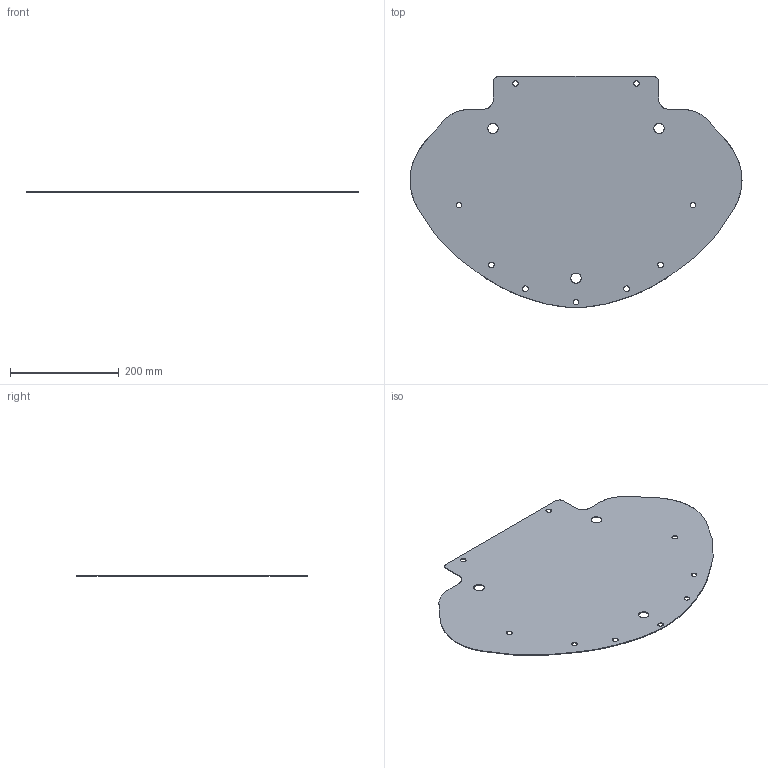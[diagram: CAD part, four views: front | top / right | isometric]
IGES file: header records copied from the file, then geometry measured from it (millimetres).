
Start section: SolidWorks IGES file using analytic representation for surfaces
Global section: file name: D1101925_adLIGO_SLC Fold Mirror Elliptical One Arm Test Plate.IGS; native system: SolidWorks 2012; preprocessor: SolidWorks 2012; author: tnguyen; date: 111104.111842; units: inch
Bounding box: 610.62 x 424.96 x 1.22 mm (x, y, z)
Surface area: 388896.9 mm2 (no closed solid volume)
Topology: 0 solids, 0 shells, 48 faces, 1194 edges, 1194 vertices
Faces by surface type: revolution 31, bspline 17
